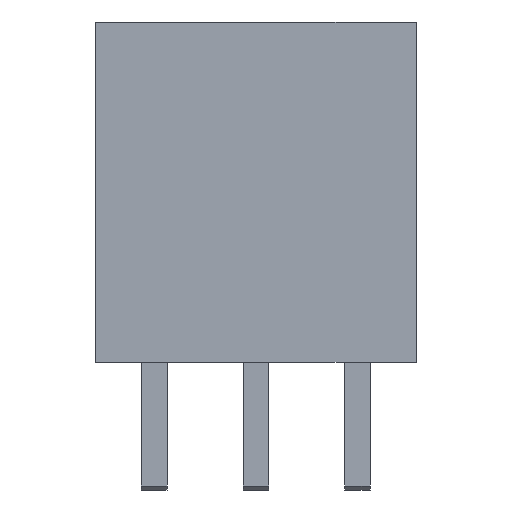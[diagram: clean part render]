
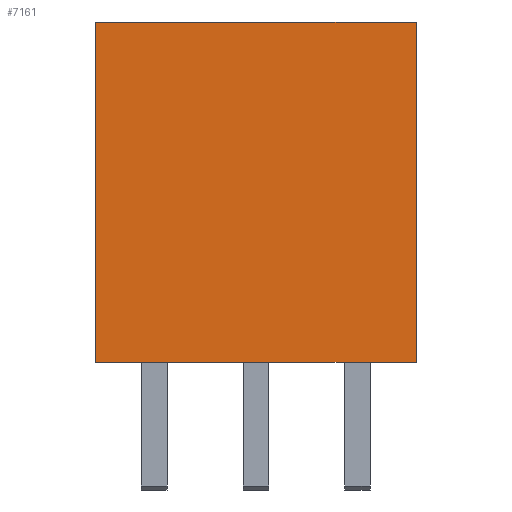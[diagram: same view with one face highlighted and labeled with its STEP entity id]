
A CAD part, front view. The second image highlights one B-rep face of the part: STEP entity #7161.
In plain terms, the highlighted planar face has unit normal (0, -1, 0).
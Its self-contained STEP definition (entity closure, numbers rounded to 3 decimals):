
#426=FACE_OUTER_BOUND('',#846,.T.);
#846=EDGE_LOOP('',(#4882,#4883,#4884,#4885));
#1225=LINE('',#9460,#2023);
#1399=LINE('',#10333,#2197);
#1443=LINE('',#10421,#2241);
#1444=LINE('',#10423,#2242);
#2023=VECTOR('',#7929,1.);
#2197=VECTOR('',#8187,1.);
#2241=VECTOR('',#8255,1.);
#2242=VECTOR('',#8258,1.);
#2821=VERTEX_POINT('',#9457);
#2822=VERTEX_POINT('',#9459);
#3075=VERTEX_POINT('',#10331);
#3107=VERTEX_POINT('',#10419);
#3497=EDGE_CURVE('',#2821,#2822,#1225,.T.);
#3761=EDGE_CURVE('',#3075,#2821,#1399,.T.);
#3805=EDGE_CURVE('',#3075,#3107,#1443,.T.);
#3806=EDGE_CURVE('',#3107,#2822,#1444,.T.);
#4882=ORIENTED_EDGE('',*,*,#3806,.T.);
#4883=ORIENTED_EDGE('',*,*,#3497,.F.);
#4884=ORIENTED_EDGE('',*,*,#3761,.F.);
#4885=ORIENTED_EDGE('',*,*,#3805,.T.);
#6594=PLANE('',#7609);
#7161=ADVANCED_FACE('',(#426),#6594,.F.);
#7609=AXIS2_PLACEMENT_3D('',#10422,#8256,#8257);
#7929=DIRECTION('',(0.,0.,-1.));
#8187=DIRECTION('',(1.,0.,0.));
#8255=DIRECTION('',(0.,0.,-1.));
#8256=DIRECTION('center_axis',(0.,1.,0.));
#8257=DIRECTION('ref_axis',(0.,0.,1.));
#8258=DIRECTION('',(1.,0.,0.));
#9457=CARTESIAN_POINT('',(4.01,-2.5,8.5));
#9459=CARTESIAN_POINT('',(4.01,-2.5,0.));
#9460=CARTESIAN_POINT('',(4.01,-2.5,8.5));
#10331=CARTESIAN_POINT('',(-4.01,-2.5,8.5));
#10333=CARTESIAN_POINT('',(-4.01,-2.5,8.5));
#10419=CARTESIAN_POINT('',(-4.01,-2.5,0.));
#10421=CARTESIAN_POINT('',(-4.01,-2.5,8.5));
#10422=CARTESIAN_POINT('Origin',(-4.01,-2.5,8.5));
#10423=CARTESIAN_POINT('',(-4.01,-2.5,0.));
